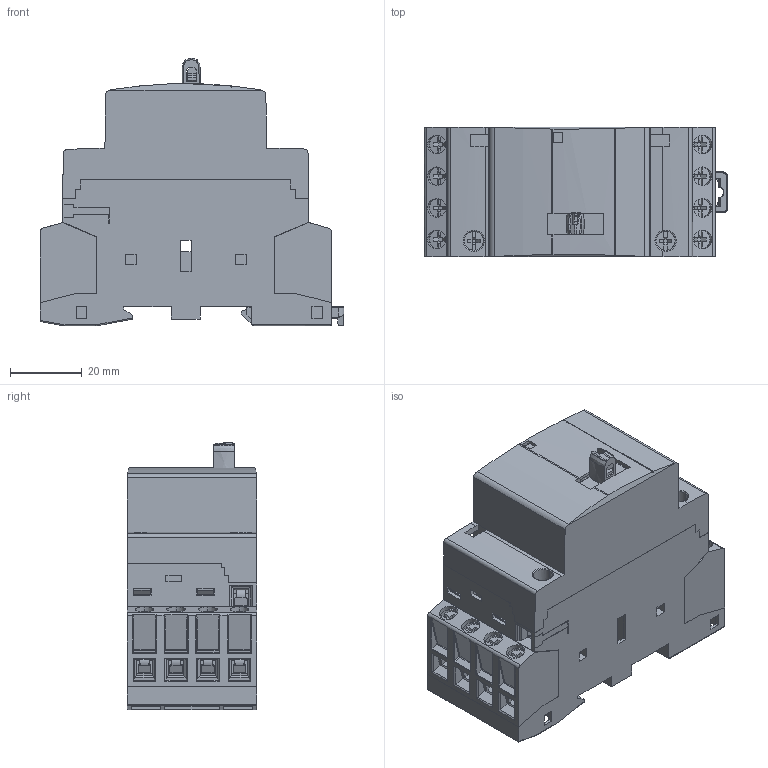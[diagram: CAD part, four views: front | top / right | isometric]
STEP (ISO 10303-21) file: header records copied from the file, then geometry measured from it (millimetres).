
FILE_DESCRIPTION((''),'2;1');
FILE_NAME('25_ASM','2017-06-03T',('Gino'),(''),'PRO/ENGINEER BY PARAMETRIC TECHNOLOGY CORPORATION, 2008310','PRO/ENGINEER BY PARAMETRIC TECHNOLOGY CORPORATION, 2008310','');
FILE_SCHEMA(('CONFIG_CONTROL_DESIGN'));
Length unit declared in the file: millimetre
Products named in the file (24): DIZUO_16A-4P_27_1_1_1; 2A__37_1_1_2_1_1_1; JIEXIANKUANG_7_2_1_1_1; LUOSI_7_2_1_1_1; 2A_ASM_21_1_ASM_2_ASM_3_ASM_1_A_ASM; 2A_ASM_2_ASM_1_ASM_1_ASM_1_ASM; 2D__17_1_2_1_1_1; 2D_ASM_11_ASM_1_ASM_3_ASM_1_ASM_ASM; JIEXIANKUANG_7_1_2_1_1_1; LUOSI_7_1_2_1_1_1; 2D_ASM_ASM_2_ASM_2_ASM_1_ASM_1__ASM; 2D_ASM_2_ASM_1_ASM_1_ASM_1_ASM; DIZUOPEIJIAN_16A-4P_10_1_1_1; ____ASM_2-107639_ASM_1_ASM_1_AS_ASM; ____ASM_2-107623_ASM_1_ASM_1_AS_ASM; ___1_2_1_1_1; _____2_1_1_1; 16A4P___ASM_9_ASM_1_ASM_1_ASM_1_ASM; 25_ASM_1_ASM_1_ASM_1_ASM; 25_ASM_ASM_1_ASM_1_ASM; 25_ASM_ASM_ASM_1_ASM; SHOUDONGSHOUBING; SHOUDONGSHOUBINGTUIGANG; 25_ASM
Assembly tree (29 placements, depth 9):
  25_ASM
    25_ASM_ASM_ASM_1_ASM
      25_ASM_ASM_1_ASM_1_ASM
        25_ASM_1_ASM_1_ASM_1_ASM
          16A4P___ASM_9_ASM_1_ASM_1_ASM_1_ASM
            DIZUO_16A-4P_27_1_1_1
            2A_ASM_2_ASM_1_ASM_1_ASM_1_ASM
              2A_ASM_21_1_ASM_2_ASM_3_ASM_1_A_ASM
                2A__37_1_1_2_1_1_1
                JIEXIANKUANG_7_2_1_1_1
                LUOSI_7_2_1_1_1
            2D_ASM_2_ASM_1_ASM_1_ASM_1_ASM
              2D_ASM_ASM_2_ASM_2_ASM_1_ASM_1__ASM
                2D_ASM_11_ASM_1_ASM_3_ASM_1_ASM_ASM
                  2D__17_1_2_1_1_1
                JIEXIANKUANG_7_1_2_1_1_1
                LUOSI_7_1_2_1_1_1
            ____ASM_2-107623_ASM_1_ASM_1_AS_ASM  x2
              DIZUOPEIJIAN_16A-4P_10_1_1_1
              ____ASM_2-107639_ASM_1_ASM_1_AS_ASM
                JIEXIANKUANG_7_2_1_1_1
                LUOSI_7_2_1_1_1
            ___1_2_1_1_1
            _____2_1_1_1
    SHOUDONGSHOUBING
    SHOUDONGSHOUBINGTUIGANG
Bounding box: 84.5 x 36 x 74.51 mm (x, y, z)
Volume: 123472.4 mm3; surface area: 67243 mm2
Topology: 19 solids, 39 shells, 4136 faces, 12057 edges, 7913 vertices
Faces by surface type: plane 2954, cylinder 857, bspline 167, torus 64, sphere 45, cone 37, extrusion 12
Entity records: 91032 total; most frequent: CARTESIAN_POINT 25490, ORIENTED_EDGE 14374, DIRECTION 12355, EDGE_CURVE 7189, VECTOR 5733, LINE 5721, VERTEX_POINT 4711, AXIS2_PLACEMENT_3D 3311
